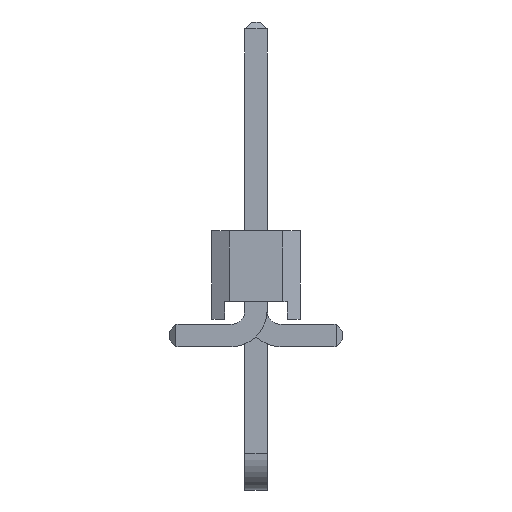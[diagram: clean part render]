
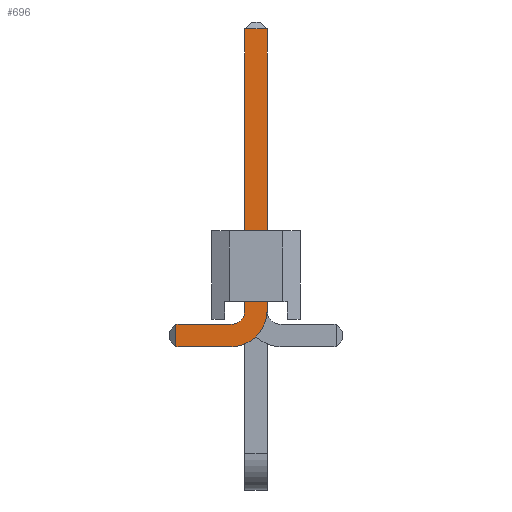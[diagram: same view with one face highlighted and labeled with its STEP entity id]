
A CAD part, left-side view. The second image highlights one B-rep face of the part: STEP entity #696.
In plain terms, the highlighted face is planar.
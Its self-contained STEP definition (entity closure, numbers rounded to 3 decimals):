
#696 = ADVANCED_FACE( '', ( #1911 ), #1912, .T. );
#1911 = FACE_OUTER_BOUND( '', #3645, .T. );
#1912 = PLANE( '', #3646 );
#3645 = EDGE_LOOP( '', ( #6117, #6118, #6119, #6120, #6121, #6122, #6123, #6124 ) );
#3646 = AXIS2_PLACEMENT_3D( '', #6125, #6126, #6127 );
#6117 = ORIENTED_EDGE( '', *, *, #11063, .F. );
#6118 = ORIENTED_EDGE( '', *, *, #11064, .T. );
#6119 = ORIENTED_EDGE( '', *, *, #11065, .F. );
#6120 = ORIENTED_EDGE( '', *, *, #11066, .F. );
#6121 = ORIENTED_EDGE( '', *, *, #11067, .F. );
#6122 = ORIENTED_EDGE( '', *, *, #11068, .T. );
#6123 = ORIENTED_EDGE( '', *, *, #11069, .F. );
#6124 = ORIENTED_EDGE( '', *, *, #11070, .F. );
#6125 = CARTESIAN_POINT( '', ( 0.72, 0.32, -5.14 ) );
#6126 = DIRECTION( '', ( 0., 1., 0. ) );
#6127 = DIRECTION( '', ( 0., 0., 1. ) );
#11063 = EDGE_CURVE( '', #13693, #13694, #13695, .T. );
#11064 = EDGE_CURVE( '', #13693, #13696, #13697, .T. );
#11065 = EDGE_CURVE( '', #13698, #13696, #13699, .T. );
#11066 = EDGE_CURVE( '', #13700, #13698, #13701, .T. );
#11067 = EDGE_CURVE( '', #13702, #13700, #13703, .T. );
#11068 = EDGE_CURVE( '', #13702, #13704, #13705, .T. );
#11069 = EDGE_CURVE( '', #13706, #13704, #13707, .T. );
#11070 = EDGE_CURVE( '', #13694, #13706, #13708, .T. );
#13693 = VERTEX_POINT( '', #17421 );
#13694 = VERTEX_POINT( '', #17422 );
#13695 = LINE( '', #17423, #17424 );
#13696 = VERTEX_POINT( '', #17425 );
#13697 = LINE( '', #17426, #17427 );
#13698 = VERTEX_POINT( '', #17428 );
#13699 = LINE( '', #17429, #17430 );
#13700 = VERTEX_POINT( '', #17431 );
#13701 = CIRCLE( '', #17432, 1.04 );
#13702 = VERTEX_POINT( '', #17433 );
#13703 = LINE( '', #17434, #17435 );
#13704 = VERTEX_POINT( '', #17436 );
#13705 = LINE( '', #17437, #17438 );
#13706 = VERTEX_POINT( '', #17439 );
#13707 = LINE( '', #17440, #17441 );
#13708 = CIRCLE( '', #17442, 0.4 );
#17421 = CARTESIAN_POINT( '', ( 2.3, 0.32, -5.54 ) );
#17422 = CARTESIAN_POINT( '', ( 0.72, 0.32, -5.54 ) );
#17423 = CARTESIAN_POINT( '', ( 2.5, 0.32, -5.54 ) );
#17424 = VECTOR( '', #20872, 1000. );
#17425 = CARTESIAN_POINT( '', ( 2.3, 0.32, -6.18 ) );
#17426 = CARTESIAN_POINT( '', ( 2.3, 0.32, -6.18 ) );
#17427 = VECTOR( '', #20873, 1000. );
#17428 = CARTESIAN_POINT( '', ( 0.72, 0.32, -6.18 ) );
#17429 = CARTESIAN_POINT( '', ( 2.5, 0.32, -6.18 ) );
#17430 = VECTOR( '', #20874, 1000. );
#17431 = CARTESIAN_POINT( '', ( -0.32, 0.32, -5.14 ) );
#17432 = AXIS2_PLACEMENT_3D( '', #20875, #20876, #20877 );
#17433 = CARTESIAN_POINT( '', ( -0.32, 0.32, 2.95 ) );
#17434 = CARTESIAN_POINT( '', ( -0.32, 0.32, -5.14 ) );
#17435 = VECTOR( '', #20878, 1000. );
#17436 = CARTESIAN_POINT( '', ( 0.32, 0.32, 2.95 ) );
#17437 = CARTESIAN_POINT( '', ( 0.32, 0.32, 2.95 ) );
#17438 = VECTOR( '', #20879, 1000. );
#17439 = CARTESIAN_POINT( '', ( 0.32, 0.32, -5.14 ) );
#17440 = CARTESIAN_POINT( '', ( 0.32, 0.32, -5.14 ) );
#17441 = VECTOR( '', #20880, 1000. );
#17442 = AXIS2_PLACEMENT_3D( '', #20881, #20882, #20883 );
#20872 = DIRECTION( '', ( -1., 0., 0. ) );
#20873 = DIRECTION( '', ( 0., 0., -1. ) );
#20874 = DIRECTION( '', ( 1., 0., 0. ) );
#20875 = CARTESIAN_POINT( '', ( 0.72, 0.32, -5.14 ) );
#20876 = DIRECTION( '', ( 0., -1., 0. ) );
#20877 = DIRECTION( '', ( 1., 0., 0. ) );
#20878 = DIRECTION( '', ( 0., 0., -1. ) );
#20879 = DIRECTION( '', ( 1., 0., 0. ) );
#20880 = DIRECTION( '', ( 0., 0., 1. ) );
#20881 = CARTESIAN_POINT( '', ( 0.72, 0.32, -5.14 ) );
#20882 = DIRECTION( '', ( 0., 1., 0. ) );
#20883 = DIRECTION( '', ( 1., 0., 0. ) );
